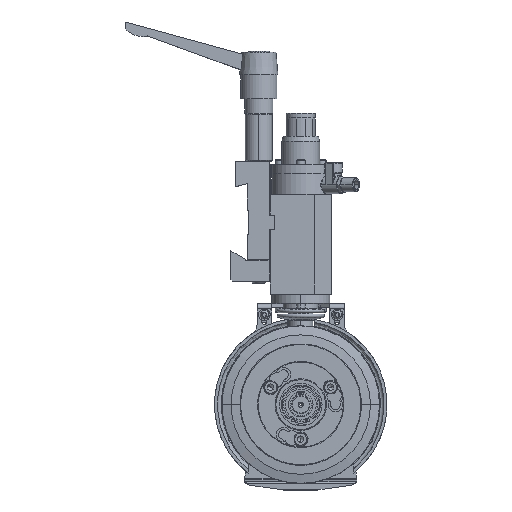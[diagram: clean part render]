
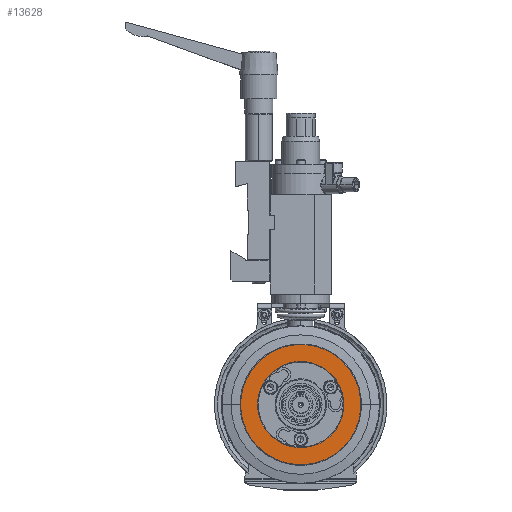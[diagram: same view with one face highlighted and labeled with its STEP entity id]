
A CAD part, top view. The second image highlights one B-rep face of the part: STEP entity #13628.
In plain terms, the highlighted planar face has unit normal (0, 0, 1).
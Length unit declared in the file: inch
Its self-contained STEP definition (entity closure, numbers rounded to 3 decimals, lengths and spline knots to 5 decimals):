
#763 = FACE_OUTER_BOUND ( 'NONE', #20936, .T. ) ;
#976 = CARTESIAN_POINT ( 'NONE',  ( -0.50439, 1.88241, 1.41732 ) ) ;
#1594 = EDGE_CURVE ( 'NONE', #32884, #17760, #29150, .T. ) ;
#2973 = DIRECTION ( 'NONE',  ( 0.259, -0.966, 0. ) ) ;
#3205 = FACE_BOUND ( 'NONE', #26356, .T. ) ;
#5636 = ORIENTED_EDGE ( 'NONE', *, *, #28211, .T. ) ;
#5872 = AXIS2_PLACEMENT_3D ( 'NONE', #35706, #6818, #21166 ) ;
#6818 = DIRECTION ( 'NONE',  ( 0., 0., -1. ) ) ;
#8259 = CIRCLE ( 'NONE', #28757, 1.94882 ) ;
#8643 = DIRECTION ( 'NONE',  ( 0., 0., -1. ) ) ;
#10082 = DIRECTION ( 'NONE',  ( 0., 0., 1. ) ) ;
#11700 = DIRECTION ( 'NONE',  ( 0.259, -0.966, 0. ) ) ;
#13605 = CARTESIAN_POINT ( 'NONE',  ( 0.50439, -1.88241, 1.41732 ) ) ;
#13628 = ADVANCED_FACE ( 'NONE', ( #3205, #763 ), #29629, .T. ) ;
#15929 = ORIENTED_EDGE ( 'NONE', *, *, #1594, .T. ) ;
#16713 = VERTEX_POINT ( 'NONE', #28484 ) ;
#16810 = CIRCLE ( 'NONE', #33680, 1.39764 ) ;
#17006 = DIRECTION ( 'NONE',  ( 0., 0., 1. ) ) ;
#17760 = VERTEX_POINT ( 'NONE', #976 ) ;
#19765 = AXIS2_PLACEMENT_3D ( 'NONE', #23213, #21132, #11700 ) ;
#20936 = EDGE_LOOP ( 'NONE', ( #25791, #15929 ) ) ;
#21132 = DIRECTION ( 'NONE',  ( 0., 0., 1. ) ) ;
#21166 = DIRECTION ( 'NONE',  ( 0.259, -0.966, 0. ) ) ;
#22065 = EDGE_CURVE ( 'NONE', #31610, #16713, #31162, .T. ) ;
#22597 = ORIENTED_EDGE ( 'NONE', *, *, #22065, .T. ) ;
#23213 = CARTESIAN_POINT ( 'NONE',  ( 1.90143, 0.50949, 1.41732 ) ) ;
#24431 = CARTESIAN_POINT ( 'NONE',  ( 0., 0., 1.41732 ) ) ;
#25107 = DIRECTION ( 'NONE',  ( 0.259, -0.966, 0. ) ) ;
#25791 = ORIENTED_EDGE ( 'NONE', *, *, #27570, .T. ) ;
#26356 = EDGE_LOOP ( 'NONE', ( #22597, #5636 ) ) ;
#27570 = EDGE_CURVE ( 'NONE', #17760, #32884, #8259, .T. ) ;
#28211 = EDGE_CURVE ( 'NONE', #16713, #31610, #16810, .T. ) ;
#28484 = CARTESIAN_POINT ( 'NONE',  ( -0.36174, 1.35001, 1.41732 ) ) ;
#28757 = AXIS2_PLACEMENT_3D ( 'NONE', #33618, #17006, #25107 ) ;
#29150 = CIRCLE ( 'NONE', #32745, 1.94882 ) ;
#29608 = CARTESIAN_POINT ( 'NONE',  ( 0.36174, -1.35001, 1.41732 ) ) ;
#29629 = PLANE ( 'NONE',  #19765 ) ;
#31162 = CIRCLE ( 'NONE', #5872, 1.39764 ) ;
#31610 = VERTEX_POINT ( 'NONE', #29608 ) ;
#32745 = AXIS2_PLACEMENT_3D ( 'NONE', #24431, #10082, #36682 ) ;
#32884 = VERTEX_POINT ( 'NONE', #13605 ) ;
#33618 = CARTESIAN_POINT ( 'NONE',  ( 0., 0., 1.41732 ) ) ;
#33680 = AXIS2_PLACEMENT_3D ( 'NONE', #34514, #8643, #2973 ) ;
#34514 = CARTESIAN_POINT ( 'NONE',  ( 0., 0., 1.41732 ) ) ;
#35706 = CARTESIAN_POINT ( 'NONE',  ( 0., 0., 1.41732 ) ) ;
#36682 = DIRECTION ( 'NONE',  ( 0.259, -0.966, 0. ) ) ;
